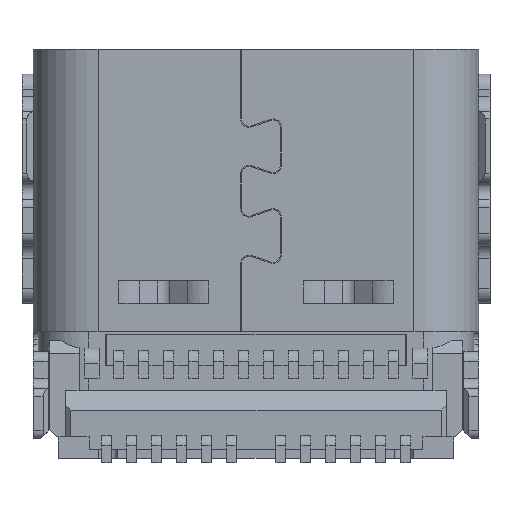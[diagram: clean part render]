
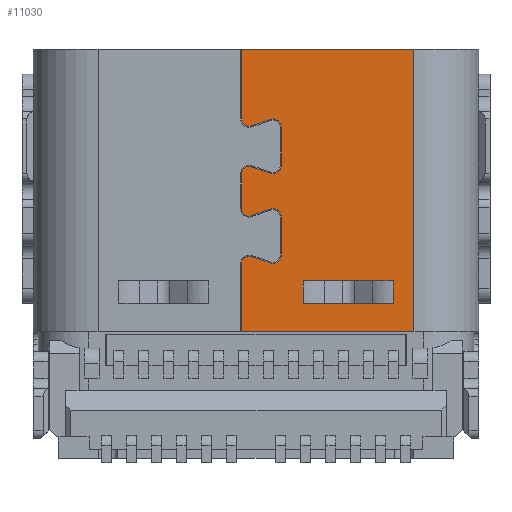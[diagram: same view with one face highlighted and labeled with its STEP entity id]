
A CAD part, front view. The second image highlights one B-rep face of the part: STEP entity #11030.
In plain terms, the highlighted planar face has unit normal (0, -1, 0).
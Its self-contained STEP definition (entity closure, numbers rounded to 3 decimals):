
#75=DIRECTION('',(1.,0.,0.));
#76=VECTOR('',#75,3.46);
#77=CARTESIAN_POINT('',(5.237,3.462,4.02));
#78=LINE('',#77,#76);
#134=DIRECTION('',(0.,0.,-1.));
#135=VECTOR('',#134,5.67);
#136=CARTESIAN_POINT('',(8.697,3.462,4.02));
#137=LINE('',#136,#135);
#150=CARTESIAN_POINT('',(5.387,3.462,1.52));
#151=DIRECTION('',(0.,-1.,0.));
#152=DIRECTION('',(0.333,0.,0.943));
#153=AXIS2_PLACEMENT_3D('',#150,#151,#152);
#155=DIRECTION('',(-0.943,0.,0.333));
#156=VECTOR('',#155,0.396);
#157=CARTESIAN_POINT('',(5.811,3.462,1.53));
#158=LINE('',#157,#156);
#159=CARTESIAN_POINT('',(5.867,3.462,1.69));
#160=DIRECTION('',(0.,1.,0.));
#161=DIRECTION('',(1.,0.,0.));
#162=AXIS2_PLACEMENT_3D('',#159,#160,#161);
#164=DIRECTION('',(0.,0.,-1.));
#165=VECTOR('',#164,0.76);
#166=CARTESIAN_POINT('',(6.037,3.462,2.45));
#167=LINE('',#166,#165);
#168=CARTESIAN_POINT('',(5.867,3.462,2.45));
#169=DIRECTION('',(0.,1.,0.));
#170=DIRECTION('',(-0.333,0.,0.943));
#171=AXIS2_PLACEMENT_3D('',#168,#169,#170);
#173=DIRECTION('',(0.943,0.,0.333));
#174=VECTOR('',#173,0.396);
#175=CARTESIAN_POINT('',(5.437,3.462,2.479));
#176=LINE('',#175,#174);
#177=CARTESIAN_POINT('',(5.387,3.462,2.62));
#178=DIRECTION('',(0.,-1.,0.));
#179=DIRECTION('',(-1.,0.,0.));
#180=AXIS2_PLACEMENT_3D('',#177,#178,#179);
#182=DIRECTION('',(0.,0.,-1.));
#183=VECTOR('',#182,1.4);
#184=CARTESIAN_POINT('',(5.237,3.462,4.02));
#185=LINE('',#184,#183);
#186=CARTESIAN_POINT('',(5.387,3.462,-0.28));
#187=DIRECTION('',(0.,-1.,0.));
#188=DIRECTION('',(0.333,0.,0.943));
#189=AXIS2_PLACEMENT_3D('',#186,#187,#188);
#191=DIRECTION('',(-0.943,0.,0.333));
#192=VECTOR('',#191,0.396);
#193=CARTESIAN_POINT('',(5.811,3.462,-0.27));
#194=LINE('',#193,#192);
#195=CARTESIAN_POINT('',(5.867,3.462,-0.11));
#196=DIRECTION('',(0.,1.,0.));
#197=DIRECTION('',(1.,0.,0.));
#198=AXIS2_PLACEMENT_3D('',#195,#196,#197);
#200=DIRECTION('',(0.,0.,-1.));
#201=VECTOR('',#200,0.76);
#202=CARTESIAN_POINT('',(6.037,3.462,0.65));
#203=LINE('',#202,#201);
#204=CARTESIAN_POINT('',(5.867,3.462,0.65));
#205=DIRECTION('',(0.,1.,0.));
#206=DIRECTION('',(-0.333,0.,0.943));
#207=AXIS2_PLACEMENT_3D('',#204,#205,#206);
#209=DIRECTION('',(0.943,0.,0.333));
#210=VECTOR('',#209,0.396);
#211=CARTESIAN_POINT('',(5.437,3.462,0.679));
#212=LINE('',#211,#210);
#213=CARTESIAN_POINT('',(5.387,3.462,0.82));
#214=DIRECTION('',(0.,-1.,0.));
#215=DIRECTION('',(-1.,0.,0.));
#216=AXIS2_PLACEMENT_3D('',#213,#214,#215);
#218=DIRECTION('',(0.,0.,-1.));
#219=VECTOR('',#218,0.7);
#220=CARTESIAN_POINT('',(5.237,3.462,1.52));
#221=LINE('',#220,#219);
#222=DIRECTION('',(-1.,0.,0.));
#223=VECTOR('',#222,1.8);
#224=CARTESIAN_POINT('',(8.277,3.462,-1.081));
#225=LINE('',#224,#223);
#226=DIRECTION('',(1.,0.,0.));
#227=VECTOR('',#226,1.8);
#228=CARTESIAN_POINT('',(6.477,3.462,-0.629));
#229=LINE('',#228,#227);
#290=DIRECTION('',(0.,0.,1.));
#291=VECTOR('',#290,1.37);
#292=CARTESIAN_POINT('',(5.237,3.462,-1.65));
#293=LINE('',#292,#291);
#294=DIRECTION('',(-1.,0.,0.));
#295=VECTOR('',#294,3.46);
#296=CARTESIAN_POINT('',(8.697,3.462,-1.65));
#297=LINE('',#296,#295);
#5562=DIRECTION('',(0.,0.,1.));
#5563=VECTOR('',#5562,0.452);
#5564=CARTESIAN_POINT('',(8.277,3.462,-1.081));
#5565=LINE('',#5564,#5563);
#5624=DIRECTION('',(0.,0.,-1.));
#5625=VECTOR('',#5624,0.452);
#5626=CARTESIAN_POINT('',(6.477,3.462,-0.629));
#5627=LINE('',#5626,#5625);
#10205=CARTESIAN_POINT('',(8.697,3.462,-1.65));
#10206=VERTEX_POINT('',#10205);
#10207=CARTESIAN_POINT('',(5.237,3.462,-1.65));
#10208=VERTEX_POINT('',#10207);
#10524=CARTESIAN_POINT('',(5.237,3.462,4.02));
#10525=VERTEX_POINT('',#10524);
#10526=CARTESIAN_POINT('',(8.697,3.462,4.02));
#10527=VERTEX_POINT('',#10526);
#10571=CARTESIAN_POINT('',(5.437,3.462,1.661));
#10572=CARTESIAN_POINT('',(5.237,3.462,1.52));
#10573=VERTEX_POINT('',#10571);
#10574=VERTEX_POINT('',#10572);
#10575=CARTESIAN_POINT('',(5.237,3.462,0.82));
#10576=VERTEX_POINT('',#10575);
#10577=CARTESIAN_POINT('',(5.437,3.462,0.679));
#10578=VERTEX_POINT('',#10577);
#10579=CARTESIAN_POINT('',(5.811,3.462,0.81));
#10580=VERTEX_POINT('',#10579);
#10581=CARTESIAN_POINT('',(6.037,3.462,0.65));
#10582=VERTEX_POINT('',#10581);
#10583=CARTESIAN_POINT('',(6.037,3.462,-0.11));
#10584=VERTEX_POINT('',#10583);
#10585=CARTESIAN_POINT('',(5.811,3.462,-0.27));
#10586=VERTEX_POINT('',#10585);
#10587=CARTESIAN_POINT('',(5.437,3.462,-0.139));
#10588=VERTEX_POINT('',#10587);
#10589=CARTESIAN_POINT('',(5.237,3.462,-0.28));
#10590=VERTEX_POINT('',#10589);
#10591=CARTESIAN_POINT('',(5.237,3.462,2.62));
#10592=VERTEX_POINT('',#10591);
#10593=CARTESIAN_POINT('',(5.437,3.462,2.479));
#10594=VERTEX_POINT('',#10593);
#10595=CARTESIAN_POINT('',(5.811,3.462,2.61));
#10596=VERTEX_POINT('',#10595);
#10597=CARTESIAN_POINT('',(6.037,3.462,2.45));
#10598=VERTEX_POINT('',#10597);
#10599=CARTESIAN_POINT('',(6.037,3.462,1.69));
#10600=VERTEX_POINT('',#10599);
#10601=CARTESIAN_POINT('',(5.811,3.462,1.53));
#10602=VERTEX_POINT('',#10601);
#10603=CARTESIAN_POINT('',(6.477,3.462,-0.629));
#10604=CARTESIAN_POINT('',(6.477,3.462,-1.081));
#10605=VERTEX_POINT('',#10603);
#10606=VERTEX_POINT('',#10604);
#10607=CARTESIAN_POINT('',(8.277,3.462,-0.629));
#10608=VERTEX_POINT('',#10607);
#10609=CARTESIAN_POINT('',(8.277,3.462,-1.081));
#10610=VERTEX_POINT('',#10609);
#10975=CARTESIAN_POINT('',(7.647,3.462,3.12));
#10976=DIRECTION('',(0.,-1.,0.));
#10977=DIRECTION('',(1.,0.,0.));
#10978=AXIS2_PLACEMENT_3D('',#10975,#10976,#10977);
#10979=PLANE('',#10978);
#10981=ORIENTED_EDGE('',*,*,#10980,.F.);
#10983=ORIENTED_EDGE('',*,*,#10982,.F.);
#10985=ORIENTED_EDGE('',*,*,#10984,.F.);
#10987=ORIENTED_EDGE('',*,*,#10986,.F.);
#10989=ORIENTED_EDGE('',*,*,#10988,.F.);
#10991=ORIENTED_EDGE('',*,*,#10990,.F.);
#10993=ORIENTED_EDGE('',*,*,#10992,.F.);
#10995=ORIENTED_EDGE('',*,*,#10994,.F.);
#10996=ORIENTED_EDGE('',*,*,#10920,.T.);
#10997=ORIENTED_EDGE('',*,*,#10962,.T.);
#10999=ORIENTED_EDGE('',*,*,#10998,.T.);
#11001=ORIENTED_EDGE('',*,*,#11000,.T.);
#11003=ORIENTED_EDGE('',*,*,#11002,.F.);
#11005=ORIENTED_EDGE('',*,*,#11004,.F.);
#11007=ORIENTED_EDGE('',*,*,#11006,.F.);
#11009=ORIENTED_EDGE('',*,*,#11008,.F.);
#11011=ORIENTED_EDGE('',*,*,#11010,.F.);
#11013=ORIENTED_EDGE('',*,*,#11012,.F.);
#11015=ORIENTED_EDGE('',*,*,#11014,.F.);
#11017=ORIENTED_EDGE('',*,*,#11016,.F.);
#11018=EDGE_LOOP('',(#10981,#10983,#10985,#10987,#10989,#10991,#10993,#10995,
#10996,#10997,#10999,#11001,#11003,#11005,#11007,#11009,#11011,#11013,#11015,
#11017));
#11019=FACE_OUTER_BOUND('',#11018,.F.);
#11021=ORIENTED_EDGE('',*,*,#11020,.T.);
#11023=ORIENTED_EDGE('',*,*,#11022,.F.);
#11025=ORIENTED_EDGE('',*,*,#11024,.T.);
#11027=ORIENTED_EDGE('',*,*,#11026,.F.);
#11028=EDGE_LOOP('',(#11021,#11023,#11025,#11027));
#11029=FACE_BOUND('',#11028,.F.);
#11030=ADVANCED_FACE('',(#11019,#11029),#10979,.T.);
#154=CIRCLE('',#153,0.15);
#163=CIRCLE('',#162,0.17);
#172=CIRCLE('',#171,0.17);
#181=CIRCLE('',#180,0.15);
#190=CIRCLE('',#189,0.15);
#199=CIRCLE('',#198,0.17);
#208=CIRCLE('',#207,0.17);
#217=CIRCLE('',#216,0.15);
#10920=EDGE_CURVE('',#10525,#10527,#78,.T.);
#10962=EDGE_CURVE('',#10527,#10206,#137,.T.);
#10980=EDGE_CURVE('',#10573,#10574,#154,.T.);
#10982=EDGE_CURVE('',#10602,#10573,#158,.T.);
#10984=EDGE_CURVE('',#10600,#10602,#163,.T.);
#10986=EDGE_CURVE('',#10598,#10600,#167,.T.);
#10988=EDGE_CURVE('',#10596,#10598,#172,.T.);
#10990=EDGE_CURVE('',#10594,#10596,#176,.T.);
#10992=EDGE_CURVE('',#10592,#10594,#181,.T.);
#10994=EDGE_CURVE('',#10525,#10592,#185,.T.);
#10998=EDGE_CURVE('',#10206,#10208,#297,.T.);
#11000=EDGE_CURVE('',#10208,#10590,#293,.T.);
#11002=EDGE_CURVE('',#10588,#10590,#190,.T.);
#11004=EDGE_CURVE('',#10586,#10588,#194,.T.);
#11006=EDGE_CURVE('',#10584,#10586,#199,.T.);
#11008=EDGE_CURVE('',#10582,#10584,#203,.T.);
#11010=EDGE_CURVE('',#10580,#10582,#208,.T.);
#11012=EDGE_CURVE('',#10578,#10580,#212,.T.);
#11014=EDGE_CURVE('',#10576,#10578,#217,.T.);
#11016=EDGE_CURVE('',#10574,#10576,#221,.T.);
#11020=EDGE_CURVE('',#10605,#10606,#5627,.T.);
#11022=EDGE_CURVE('',#10610,#10606,#225,.T.);
#11024=EDGE_CURVE('',#10610,#10608,#5565,.T.);
#11026=EDGE_CURVE('',#10605,#10608,#229,.T.);
